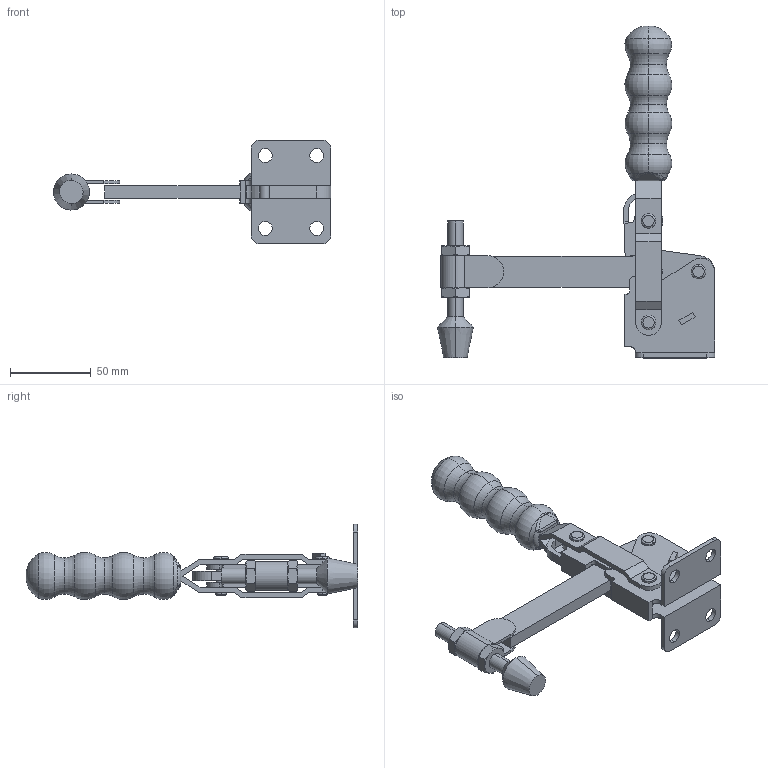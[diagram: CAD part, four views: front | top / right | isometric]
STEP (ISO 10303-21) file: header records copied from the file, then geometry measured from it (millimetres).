
FILE_DESCRIPTION (( 'STEP AP214' ), '1' );
FILE_NAME ('GH-12275(Â²¤Æ)-1.STEP', '2020-05-04T05:40:58', ( 'LinWei' ), ( '' ), 'SwSTEP 2.0', 'SolidWorks 2016', '' );
FILE_SCHEMA (( 'AUTOMOTIVE_DESIGN' ));
Length unit declared in the file: millimetre
Products named in the file (6): 11227508(簡化)-1^GH-12275(簡化)-1; Group1^GH-12275(簡化)-1; Group2^GH-12275(簡化)-1; Group4^GH-12275(簡化)-1; Group5^GH-12275(簡化)-1; GH-12275(簡化)-1
Assembly tree (5 placements, depth 2):
  GH-12275(簡化)-1
    Group5^GH-12275(簡化)-1
    Group4^GH-12275(簡化)-1
    Group2^GH-12275(簡化)-1
    Group1^GH-12275(簡化)-1
    11227508(簡化)-1^GH-12275(簡化)-1
Bounding box: 172.08 x 206 x 64.3 mm (x, y, z)
Volume: 130286.8 mm3; surface area: 56838.1 mm2
Topology: 5 solids, 5 shells, 311 faces, 782 edges, 487 vertices
Faces by surface type: plane 121, cylinder 106, cone 36, torus 34, bspline 14
Entity records: 11449 total; most frequent: CARTESIAN_POINT 2460, DIRECTION 1632, ORIENTED_EDGE 1552, EDGE_CURVE 776, AXIS2_PLACEMENT_3D 635, VERTEX_POINT 487, LINE 362, VECTOR 362
